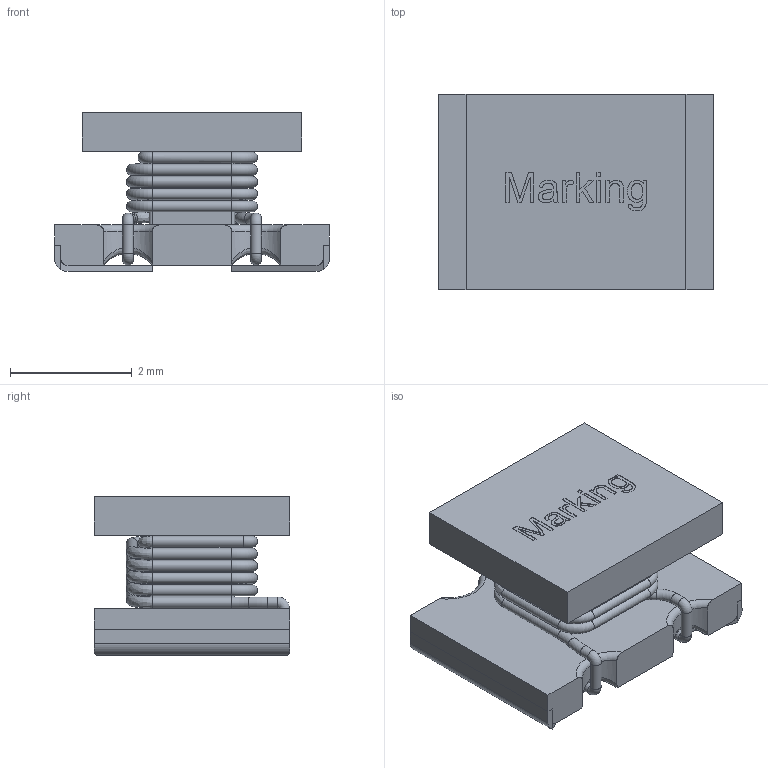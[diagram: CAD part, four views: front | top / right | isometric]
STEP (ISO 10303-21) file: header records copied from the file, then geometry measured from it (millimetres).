
FILE_DESCRIPTION( ( 'Unknown' ), '1' );
FILE_NAME( '744045001.stp', 'Unknown', ( 'Unknown' ), ( 'Unknown' ), 'PSStep 16.0.42', 'Unknown', ' ' );
FILE_SCHEMA( ( 'AUTOMOTIVE_DESIGN { 1 0 10303 214 1 1 1 1 }' ) );
Length unit declared in the file: millimetre
Products named in the file (5): Assem1; Kern; Pin
Assembly tree (4 placements, depth 2):
  Assem1
    Kern
    Kern
    Pin
    Pin
Bounding box: 4.5 x 3.2 x 2.6 mm (x, y, z)
Volume: 20.8 mm3; surface area: 133.8 mm2
Topology: 4 solids, 4 shells, 235 faces, 552 edges, 337 vertices
Faces by surface type: plane 104, cylinder 61, torus 30, bspline 24, extrusion 16
Full cylindrical faces by diameter (mm): 0.18 x45
Entity records: 12160 total; most frequent: CARTESIAN_POINT 5496, ORIENTED_EDGE 918, DIRECTION 859, EDGE_CURVE 459, EDGE_LOOP 339, VERTEX_POINT 336, AXIS2_PLACEMENT_3D 332, FACE_OUTER_BOUND 327
